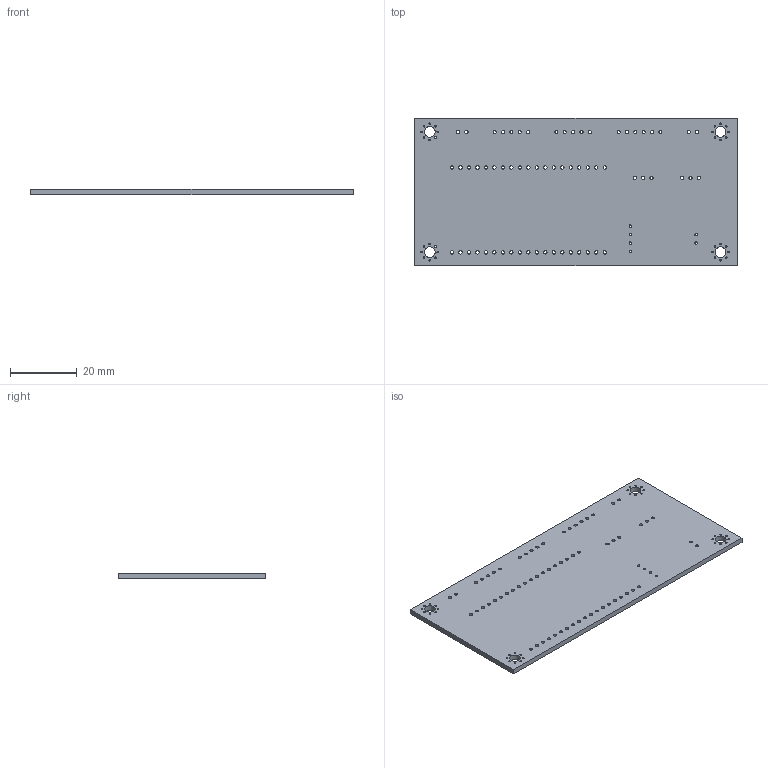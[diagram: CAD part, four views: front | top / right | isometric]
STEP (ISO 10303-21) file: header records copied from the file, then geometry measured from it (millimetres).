
FILE_DESCRIPTION(('KiCad electronic assembly'),'2;1');
FILE_NAME('mixer-interface.step','2023-08-28T19:26:41',('Pcbnew'),( 'Kicad'),'Open CASCADE STEP processor 7.5','KiCad to STEP converter' ,'Unknown');
FILE_SCHEMA(('AUTOMOTIVE_DESIGN { 1 0 10303 214 1 1 1 1 }'));
Length unit declared in the file: millimetre
Products named in the file (2): mixer-interface 1; mixer-interface PCB
Assembly tree (1 placements, depth 2):
  mixer-interface 1
    mixer-interface PCB
Bounding box: 96.5 x 44 x 1.58 mm (x, y, z)
Volume: 6564.9 mm3; surface area: 9235.7 mm2
Topology: 1 solids, 1 shells, 112 faces, 330 edges, 220 vertices
Faces by surface type: cylinder 106, plane 6
Full cylindrical faces by diameter (mm): 0.5 x32, 0.762 x6, 0.95 x22, 1 x4, 1.02 x38, 3.2 x4
Entity records: 9263 total; most frequent: CARTESIAN_POINT 2596, DIRECTION 1218, ORIENTED_EDGE 660, PCURVE 660, DEFINITIONAL_REPRESENTATION 660, LINE 566, VECTOR 566, EDGE_CURVE 330
